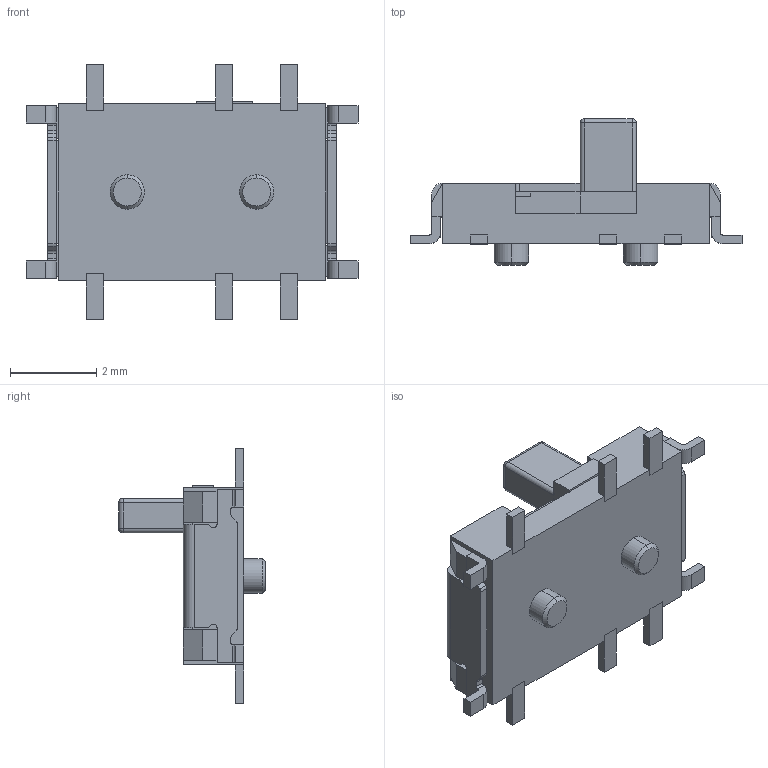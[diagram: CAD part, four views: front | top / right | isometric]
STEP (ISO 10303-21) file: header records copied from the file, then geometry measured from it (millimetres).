
FILE_DESCRIPTION (( 'STEP AP214' ), '1' );
FILE_NAME ('MSS6-V-T(slash)R.STEP', '2020-09-22T16:07:29', ( '' ), ( '' ), 'SwSTEP 2.0', 'SolidWorks 2017', '' );
FILE_SCHEMA (( 'AUTOMOTIVE_DESIGN' ));
Length unit declared in the file: millimetre
Products named in the file (1): MSS6-V-T(slash)R
Bounding box: 7.7 x 3.4 x 5.9 mm (x, y, z)
Volume: 39.3 mm3; surface area: 171.8 mm2
Topology: 10 solids, 10 shells, 233 faces, 609 edges, 394 vertices
Faces by surface type: plane 179, cylinder 46, sphere 4, cone 4
Entity records: 7146 total; most frequent: CARTESIAN_POINT 1233, ORIENTED_EDGE 1210, DIRECTION 1169, EDGE_CURVE 605, LINE 509, VECTOR 509, VERTEX_POINT 394, AXIS2_PLACEMENT_3D 330
